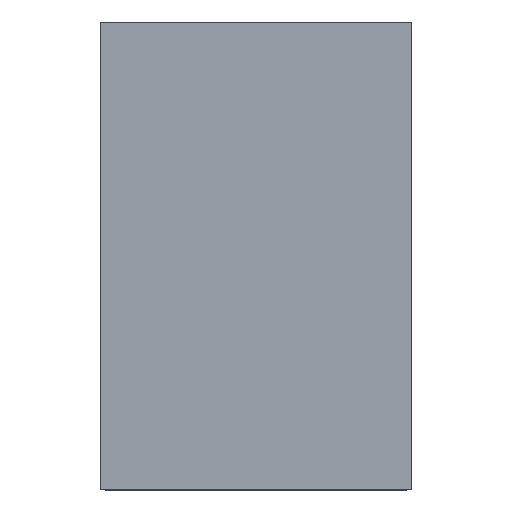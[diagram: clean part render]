
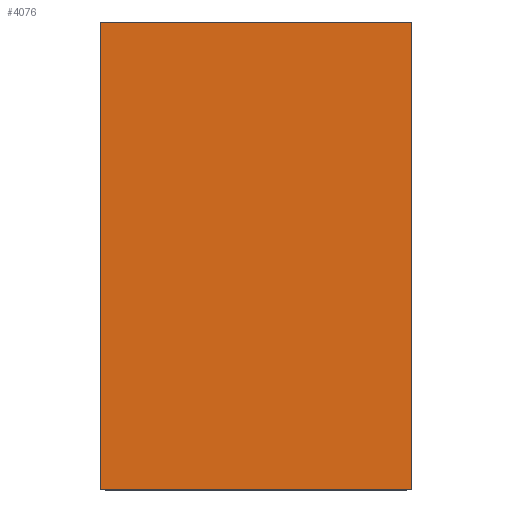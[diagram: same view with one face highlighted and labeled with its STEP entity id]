
A CAD part, top view. The second image highlights one B-rep face of the part: STEP entity #4076.
In plain terms, the highlighted face is planar.
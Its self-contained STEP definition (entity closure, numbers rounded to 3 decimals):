
#1437=DIRECTION('',(0.,0.,1.));
#1438=VECTOR('',#1437,4.5);
#1439=CARTESIAN_POINT('',(-1.5,0.85,-2.25));
#1440=LINE('',#1439,#1438);
#1444=DIRECTION('',(-1.,0.,0.));
#1445=VECTOR('',#1444,3.);
#1446=CARTESIAN_POINT('',(1.5,0.85,-2.25));
#1447=LINE('',#1446,#1445);
#1451=DIRECTION('',(0.,0.,-1.));
#1452=VECTOR('',#1451,4.5);
#1453=CARTESIAN_POINT('',(1.5,0.85,2.25));
#1454=LINE('',#1453,#1452);
#1458=DIRECTION('',(1.,0.,0.));
#1459=VECTOR('',#1458,3.);
#1460=CARTESIAN_POINT('',(-1.5,0.85,2.25));
#1461=LINE('',#1460,#1459);
#2655=CARTESIAN_POINT('',(-1.5,0.85,-2.25));
#2656=CARTESIAN_POINT('',(-1.5,0.85,2.25));
#2657=VERTEX_POINT('',#2655);
#2658=VERTEX_POINT('',#2656);
#2659=CARTESIAN_POINT('',(1.5,0.85,2.25));
#2660=VERTEX_POINT('',#2659);
#2661=CARTESIAN_POINT('',(1.5,0.85,-2.25));
#2662=VERTEX_POINT('',#2661);
#4064=CARTESIAN_POINT('',(0.,0.85,0.));
#4065=DIRECTION('',(0.,1.,0.));
#4066=DIRECTION('',(1.,0.,0.));
#4067=AXIS2_PLACEMENT_3D('',#4064,#4065,#4066);
#4068=PLANE('',#4067);
#4070=ORIENTED_EDGE('',*,*,#4069,.F.);
#4071=ORIENTED_EDGE('',*,*,#3656,.F.);
#4072=ORIENTED_EDGE('',*,*,#4009,.F.);
#4073=ORIENTED_EDGE('',*,*,#3401,.F.);
#4074=EDGE_LOOP('',(#4070,#4071,#4072,#4073));
#4075=FACE_OUTER_BOUND('',#4074,.F.);
#3401=EDGE_CURVE('',#2658,#2660,#1461,.T.);
#3656=EDGE_CURVE('',#2662,#2657,#1447,.T.);
#4009=EDGE_CURVE('',#2660,#2662,#1454,.T.);
#4069=EDGE_CURVE('',#2657,#2658,#1440,.T.);
#4076=ADVANCED_FACE('',(#4075),#4068,.T.);
